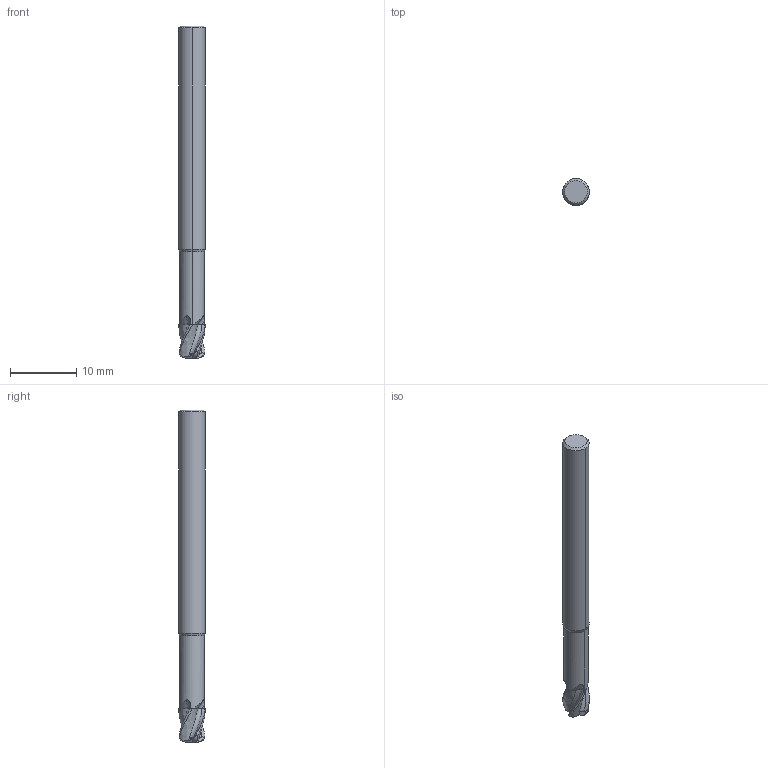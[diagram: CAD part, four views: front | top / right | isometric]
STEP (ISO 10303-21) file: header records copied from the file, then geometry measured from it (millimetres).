
FILE_DESCRIPTION(('no description'),'unknown implementation level');
FILE_NAME('EXPK1-M06-0103-4_1-Detail.stp',' ',('CIMSOURCE GmbH'),('CADClick - KiM GmbH - www.kimweb.de'),'unknown preprocess','ACIS','unknown authorization');
FILE_SCHEMA(('automotive_design'));
Length unit declared in the file: millimetre
Products named in the file (2): NOCUT; CUT
Bounding box: 4 x 4 x 50 mm (x, y, z)
Volume: 574.9 mm3; surface area: 655.9 mm2
Topology: 2 solids, 2 shells, 105 faces, 286 edges, 181 vertices
Faces by surface type: bspline 36, plane 33, cone 14, revolution 12, torus 6, cylinder 4
Entity records: 12102 total; most frequent: CARTESIAN_POINT 6660, STYLED_ITEM 570, PRESENTATION_STYLE_ASSIGNMENT 570, COLOUR_RGB 570, ORIENTED_EDGE 564, DIRECTION 316, EDGE_CURVE 282, CURVE_STYLE 282
